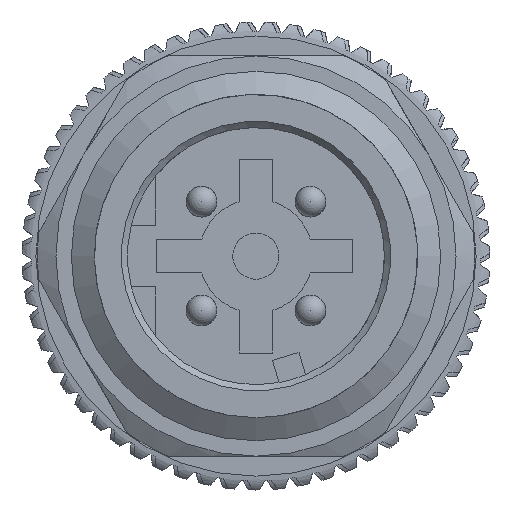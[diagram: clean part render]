
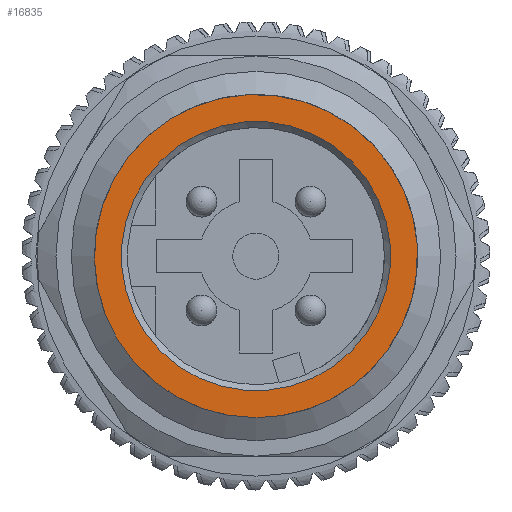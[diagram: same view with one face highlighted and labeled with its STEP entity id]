
A CAD part, left-side view. The second image highlights one B-rep face of the part: STEP entity #16835.
In plain terms, the highlighted planar face has unit normal (-1, 0, 0).
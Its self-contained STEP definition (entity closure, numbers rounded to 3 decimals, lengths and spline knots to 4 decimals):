
#11219=PLANE('',#34779);
#16835=ADVANCED_FACE('',(#17684,#17685),#11219,.F.);
#17684=FACE_BOUND('',#18505,.T.);
#17685=FACE_BOUND('',#18506,.T.);
#18505=EDGE_LOOP('',(#23027));
#18506=EDGE_LOOP('',(#23028));
#23027=ORIENTED_EDGE('',*,*,#30523,.F.);
#23028=ORIENTED_EDGE('',*,*,#30451,.F.);
#27598=VERTEX_POINT('',#48637);
#27649=VERTEX_POINT('',#48785);
#30451=EDGE_CURVE('',#27598,#27598,#32730,.T.);
#30523=EDGE_CURVE('',#27649,#27649,#32772,.T.);
#32730=CIRCLE('',#34704,5.25);
#32772=CIRCLE('',#34771,4.375);
#34704=AXIS2_PLACEMENT_3D('',#48636,#39235,#39236);
#34771=AXIS2_PLACEMENT_3D('',#48784,#39399,#39400);
#34779=AXIS2_PLACEMENT_3D('',#48798,#39416,#39417);
#39235=DIRECTION('',(1.,0.,0.));
#39236=DIRECTION('',(0.,-0.707,-0.707));
#39399=DIRECTION('',(-1.,0.,0.));
#39400=DIRECTION('',(0.,-0.707,0.707));
#39416=DIRECTION('',(1.,0.,0.));
#39417=DIRECTION('',(0.,-0.707,0.707));
#48636=CARTESIAN_POINT('',(-0.8513,-0.0003,-0.001));
#48637=CARTESIAN_POINT('',(-0.8513,-3.7126,-3.7133));
#48784=CARTESIAN_POINT('',(-0.8513,-0.0003,-0.001));
#48785=CARTESIAN_POINT('',(-0.8513,-3.0939,3.0926));
#48798=CARTESIAN_POINT('',(-0.8513,-0.0003,-0.001));
